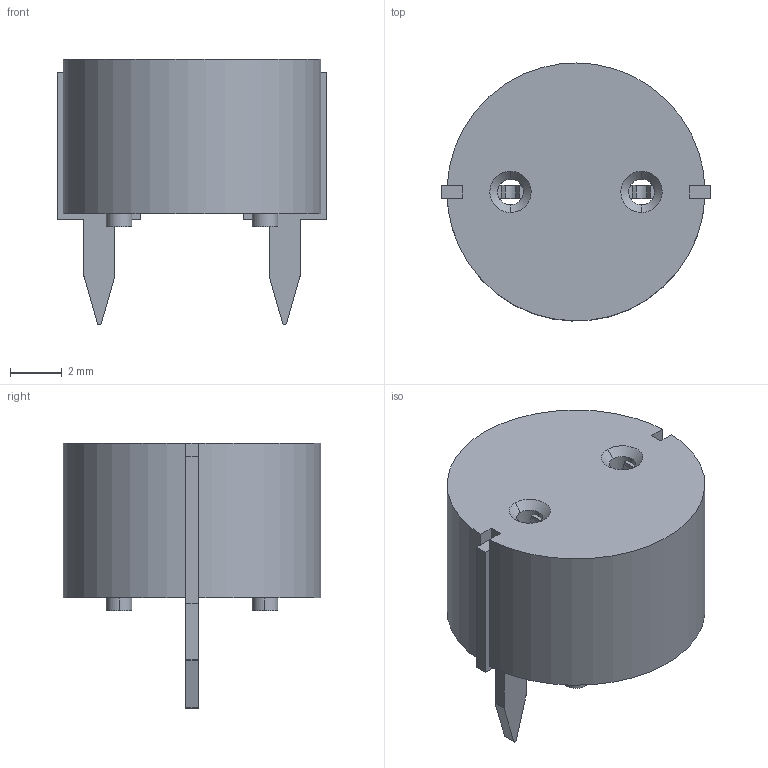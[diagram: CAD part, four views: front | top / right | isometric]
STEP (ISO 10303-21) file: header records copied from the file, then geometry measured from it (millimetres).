
FILE_DESCRIPTION(/* description */ (''),/* implementation_level */ '2;1');
FILE_NAME(/* name */ 'RADIAL~3',/* time_stamp */ '2017-12-31T10:47:25+01:00',/* author */ (''),/* organization */ (''),/* preprocessor_version */ 'ST-DEVELOPER v14',/* originating_system */ '',/* authorisation */ '');
FILE_SCHEMA (('AUTOMOTIVE_DESIGN'));
Length unit declared in the file: millimetre
Products named in the file (1): Document
Bounding box: 10.4 x 10 x 10.3 mm (x, y, z)
Volume: 410.6 mm3; surface area: 606.4 mm2
Topology: 3 solids, 3 shells, 85 faces, 215 edges, 142 vertices
Faces by surface type: bspline 55, plane 30
Entity records: 2866 total; most frequent: CARTESIAN_POINT 1612, ORIENTED_EDGE 430, EDGE_CURVE 215, VERTEX_POINT 142, EDGE_LOOP 95, ADVANCED_FACE 85, FACE_OUTER_BOUND 85, B_SPLINE_CURVE_WITH_KNOTS 58
